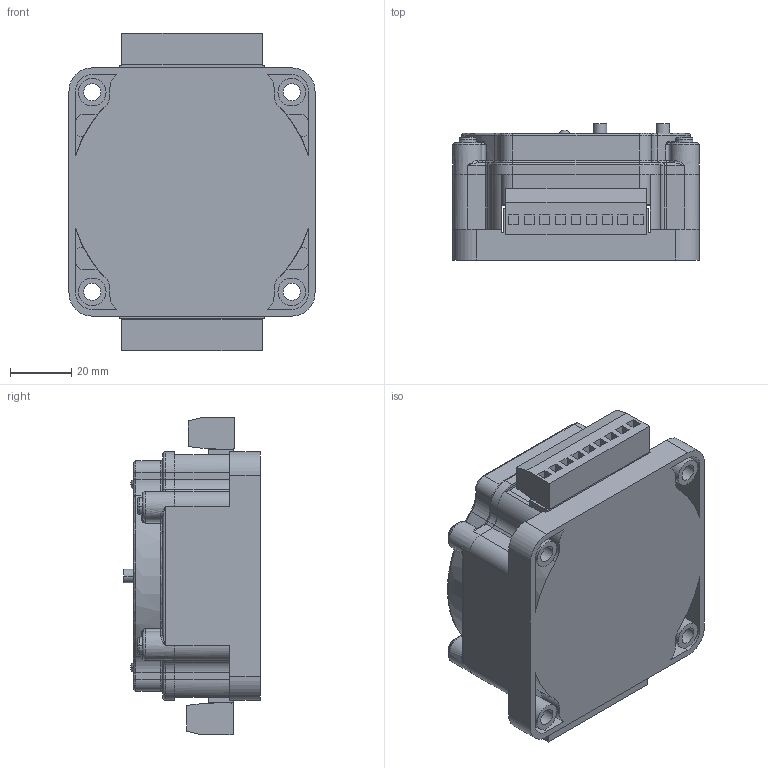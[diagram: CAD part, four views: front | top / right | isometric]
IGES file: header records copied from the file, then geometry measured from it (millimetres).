
Start section:  PTC IGES file: 148386.igs
Global section: file name: 148386.igs; native system: Pro/ENGINEER by Parametric Technology Corporation; preprocessor: 2006170; author: banengservice; organization: Unknown; date: 20090804.121228; units: inch
Bounding box: 80.14 x 44.51 x 103.28 mm (x, y, z)
Volume: 94676.6 mm3; surface area: 74625.4 mm2
Topology: 1 solids, 1 shells, 1541 faces, 3960 edges, 2510 vertices
Faces by surface type: bspline 989, revolution 552
